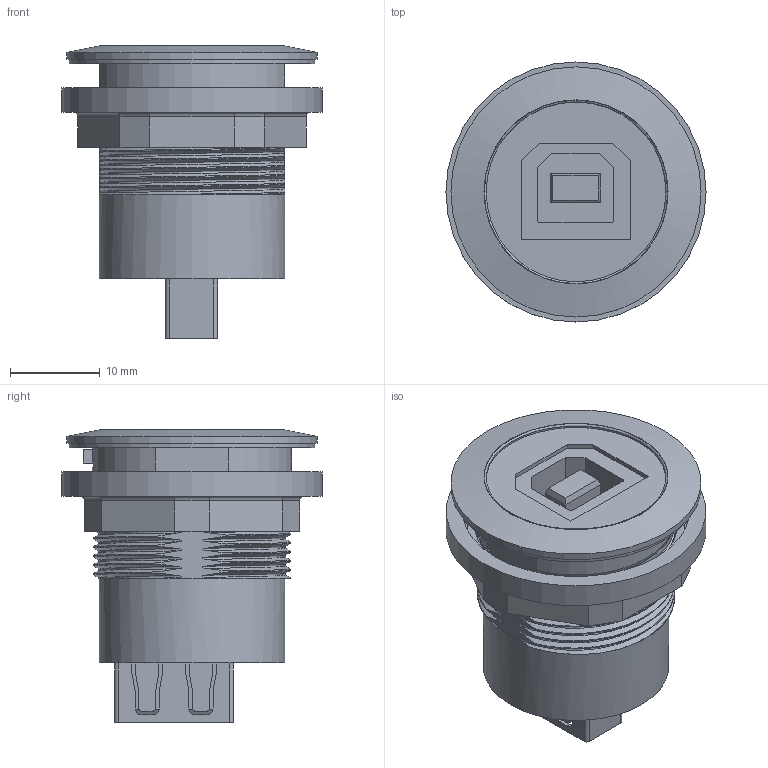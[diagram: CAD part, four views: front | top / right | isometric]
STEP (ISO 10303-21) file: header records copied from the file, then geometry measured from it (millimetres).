
FILE_DESCRIPTION(/* description */ (''),/* implementation_level */ '2;1');
FILE_NAME(/* name */ 'RRJ_USB_BA_ipt.stp',/* time_stamp */ '2016-03-11T08:01:29+01:00',/* author */ ('mharscher'),/* organization */ (''),/* preprocessor_version */ 'ST-DEVELOPER v15.2',/* originating_system */ 'Autodesk Inventor 2014',/* authorisation */ '');
FILE_SCHEMA (('CONFIG_CONTROL_DESIGN'));
Length unit declared in the file: centimetre
Products named in the file (1): RRJ_USB_BA_ipt
Bounding box: 29 x 29 x 32.6 mm (x, y, z)
Volume: 9967.7 mm3; surface area: 5709.9 mm2
Topology: 1 solids, 1 shells, 272 faces, 803 edges, 524 vertices
Faces by surface type: plane 140, cylinder 68, bspline 56, cone 5, torus 3
Full cylindrical faces by diameter (mm): 20.05 x1, 20.7 x1, 20.917 x1, 22.6 x1, 25.35 x1, 27.4 x1, 27.9 x1, 29 x1
Entity records: 14024 total; most frequent: CARTESIAN_POINT 7336, ORIENTED_EDGE 1560, DIRECTION 1097, EDGE_CURVE 780, VERTEX_POINT 518, LINE 455, VECTOR 455, AXIS2_PLACEMENT_3D 321
